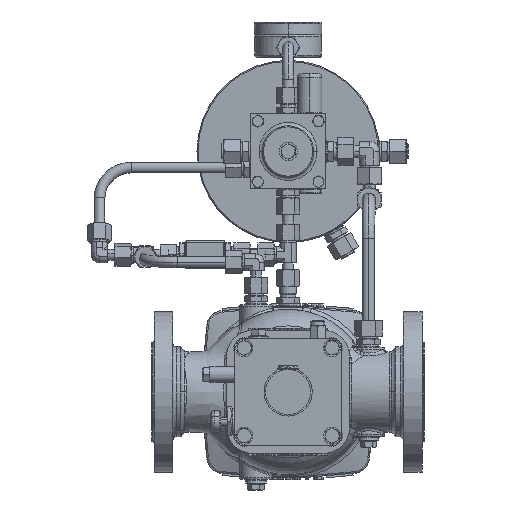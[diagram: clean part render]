
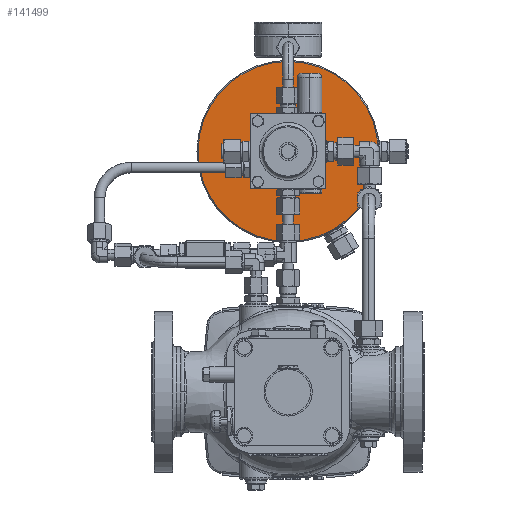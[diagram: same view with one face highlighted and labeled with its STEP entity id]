
A CAD part, front view. The second image highlights one B-rep face of the part: STEP entity #141499.
In plain terms, the highlighted planar face has unit normal (0, -1, 0).
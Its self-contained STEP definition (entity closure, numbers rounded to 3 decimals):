
#319 = LINE ( 'NONE', #112142, #118650 ) ;
#4171 = VERTEX_POINT ( 'NONE', #47675 ) ;
#6593 = VECTOR ( 'NONE', #64300, 1000. ) ;
#7430 = CARTESIAN_POINT ( 'NONE',  ( 5.937, 180.5, 259.276 ) ) ;
#7770 = VECTOR ( 'NONE', #50377, 1000. ) ;
#8297 = DIRECTION ( 'NONE',  ( 0., 0., 1. ) ) ;
#9465 = DIRECTION ( 'NONE',  ( 0., 0., 1. ) ) ;
#10168 = VERTEX_POINT ( 'NONE', #68420 ) ;
#10654 = EDGE_CURVE ( 'Defeature ausgef�hrt2_543+Defeature ausgef�hrt2_545+Defeature ausgef�hrt2_536+Defeature ausgef�hrt2_537', #10168, #70873, #53790, .T. ) ;
#11839 = VERTEX_POINT ( 'NONE', #114768 ) ;
#12502 = CARTESIAN_POINT ( 'NONE',  ( 35., 180.5, 218.339 ) ) ;
#13048 = FACE_BOUND ( 'NONE', #88317, .T. ) ;
#15920 = CARTESIAN_POINT ( 'NONE',  ( 0., 180.5, 308.276 ) ) ;
#16514 = VERTEX_POINT ( 'NONE', #97447 ) ;
#17317 = DIRECTION ( 'NONE',  ( 0., 0., -1. ) ) ;
#17928 = EDGE_CURVE ( 'Defeature ausgef�hrt2_537+Defeature ausgef�hrt2_545+Defeature ausgef�hrt2_543+Defeature ausgef�hrt2_542', #70873, #139903, #23217, .T. ) ;
#23217 = CIRCLE ( 'NONE', #61664, 35.5 ) ;
#28044 = EDGE_CURVE ( 'Defeature ausgef�hrt2_542+Defeature ausgef�hrt2_545+Defeature ausgef�hrt2_537+Defeature ausgef�hrt2_539', #139903, #4171, #133646, .T. ) ;
#29687 = VECTOR ( 'NONE', #17317, 1000. ) ;
#30013 = ORIENTED_EDGE ( 'NONE', *, *, #79019, .F. ) ;
#34496 = AXIS2_PLACEMENT_3D ( 'NONE', #74365, #96839, #118841 ) ;
#37672 = VERTEX_POINT ( 'NONE', #15920 ) ;
#41419 = CARTESIAN_POINT ( 'NONE',  ( 35., 180.5, 230.213 ) ) ;
#42033 = CARTESIAN_POINT ( 'NONE',  ( 0., 180.5, 224.276 ) ) ;
#47675 = CARTESIAN_POINT ( 'NONE',  ( 5.937, 180.5, 189.276 ) ) ;
#48072 = CARTESIAN_POINT ( 'NONE',  ( 0., 180.5, 224.276 ) ) ;
#48075 = DIRECTION ( 'NONE',  ( 0., 1., 0. ) ) ;
#50377 = DIRECTION ( 'NONE',  ( 0., 0., 1. ) ) ;
#53790 = LINE ( 'NONE', #116561, #29687 ) ;
#54929 = VERTEX_POINT ( 'NONE', #12502 ) ;
#55450 = ORIENTED_EDGE ( 'NONE', *, *, #77336, .T. ) ;
#57874 = EDGE_CURVE ( 'Defeature ausgef�hrt2_540+Defeature ausgef�hrt2_545+Defeature ausgef�hrt2_538+Defeature ausgef�hrt2_536', #132523, #11839, #319, .T. ) ;
#59645 = DIRECTION ( 'NONE',  ( 0., 0., 1. ) ) ;
#61367 = DIRECTION ( 'NONE',  ( 0., 0., 1. ) ) ;
#61664 = AXIS2_PLACEMENT_3D ( 'NONE', #48072, #124358, #59645 ) ;
#62811 = CARTESIAN_POINT ( 'NONE',  ( 0., 180.5, 224.276 ) ) ;
#62934 = ORIENTED_EDGE ( 'NONE', *, *, #10654, .F. ) ;
#62968 = CARTESIAN_POINT ( 'NONE',  ( -35., 180.5, 218.339 ) ) ;
#64300 = DIRECTION ( 'NONE',  ( 1., 0., 0. ) ) ;
#66001 = ORIENTED_EDGE ( 'NONE', *, *, #117072, .F. ) ;
#67592 = CARTESIAN_POINT ( 'NONE',  ( -5.937, 180.5, 189.276 ) ) ;
#68420 = CARTESIAN_POINT ( 'NONE',  ( -35., 180.5, 230.213 ) ) ;
#69643 = AXIS2_PLACEMENT_3D ( 'NONE', #62811, #126565, #61367 ) ;
#70873 = VERTEX_POINT ( 'NONE', #62968 ) ;
#73623 = ORIENTED_EDGE ( 'NONE', *, *, #102422, .T. ) ;
#74365 = CARTESIAN_POINT ( 'NONE',  ( 0., 180.5, 224.276 ) ) ;
#74440 = CIRCLE ( 'NONE', #102132, 35.5 ) ;
#74777 = AXIS2_PLACEMENT_3D ( 'NONE', #96281, #128897, #107796 ) ;
#77336 = EDGE_CURVE ( 'Defeature ausgef�hrt2_545+Defeature ausgef�hrt2_544+Defeature ausgef�hrt2_544+Defeature ausgef�hrt2_544', #16514, #37672, #110209, .T. ) ;
#77817 = CIRCLE ( 'NONE', #74777, 84. ) ;
#79019 = EDGE_CURVE ( 'Defeature ausgef�hrt2_538+Defeature ausgef�hrt2_545+Defeature ausgef�hrt2_541+Defeature ausgef�hrt2_540', #130510, #132523, #102161, .T. ) ;
#86424 = ORIENTED_EDGE ( 'NONE', *, *, #28044, .F. ) ;
#86792 = CARTESIAN_POINT ( 'NONE',  ( -35.5, 180.5, 189.276 ) ) ;
#88317 = EDGE_LOOP ( 'NONE', ( #121524, #86424, #98142, #62934, #98585, #127858, #30013, #66001 ) ) ;
#90210 = LINE ( 'NONE', #93084, #7770 ) ;
#90572 = CIRCLE ( 'NONE', #135296, 35.5 ) ;
#93084 = CARTESIAN_POINT ( 'NONE',  ( 35., 180.5, 224.276 ) ) ;
#96281 = CARTESIAN_POINT ( 'NONE',  ( 0., 180.5, 224.276 ) ) ;
#96839 = DIRECTION ( 'NONE',  ( 0., -1., 0. ) ) ;
#97447 = CARTESIAN_POINT ( 'NONE',  ( 0., 180.5, 140.276 ) ) ;
#98142 = ORIENTED_EDGE ( 'NONE', *, *, #17928, .F. ) ;
#98585 = ORIENTED_EDGE ( 'NONE', *, *, #142190, .F. ) ;
#102132 = AXIS2_PLACEMENT_3D ( 'NONE', #118020, #138239, #8297 ) ;
#102161 = CIRCLE ( 'NONE', #69643, 35.5 ) ;
#102422 = EDGE_CURVE ( 'Defeature ausgef�hrt2_545+Defeature ausgef�hrt2_544+Defeature ausgef�hrt2_544+Defeature ausgef�hrt2_544', #37672, #16514, #77817, .T. ) ;
#107796 = DIRECTION ( 'NONE',  ( 0., 0., -1. ) ) ;
#110209 = CIRCLE ( 'NONE', #34496, 84. ) ;
#112142 = CARTESIAN_POINT ( 'NONE',  ( -35.5, 180.5, 259.276 ) ) ;
#113788 = PLANE ( 'NONE',  #133288 ) ;
#114768 = CARTESIAN_POINT ( 'NONE',  ( -5.937, 180.5, 259.276 ) ) ;
#115196 = DIRECTION ( 'NONE',  ( 0., 0., -1. ) ) ;
#116561 = CARTESIAN_POINT ( 'NONE',  ( -35., 180.5, 224.276 ) ) ;
#117072 = EDGE_CURVE ( 'Defeature ausgef�hrt2_541+Defeature ausgef�hrt2_545+Defeature ausgef�hrt2_539+Defeature ausgef�hrt2_538', #54929, #130510, #90210, .T. ) ;
#118020 = CARTESIAN_POINT ( 'NONE',  ( 0., 180.5, 224.276 ) ) ;
#118650 = VECTOR ( 'NONE', #133293, 1000. ) ;
#118708 = DIRECTION ( 'NONE',  ( 0., -1., 0. ) ) ;
#118841 = DIRECTION ( 'NONE',  ( 0., 0., -1. ) ) ;
#119570 = EDGE_CURVE ( 'Defeature ausgef�hrt2_539+Defeature ausgef�hrt2_545+Defeature ausgef�hrt2_542+Defeature ausgef�hrt2_541', #4171, #54929, #90572, .T. ) ;
#121524 = ORIENTED_EDGE ( 'NONE', *, *, #119570, .F. ) ;
#124358 = DIRECTION ( 'NONE',  ( 0., -1., 0. ) ) ;
#124718 = EDGE_LOOP ( 'NONE', ( #55450, #73623 ) ) ;
#126565 = DIRECTION ( 'NONE',  ( 0., -1., 0. ) ) ;
#127858 = ORIENTED_EDGE ( 'NONE', *, *, #57874, .F. ) ;
#128897 = DIRECTION ( 'NONE',  ( 0., -1., 0. ) ) ;
#130510 = VERTEX_POINT ( 'NONE', #41419 ) ;
#132523 = VERTEX_POINT ( 'NONE', #7430 ) ;
#133288 = AXIS2_PLACEMENT_3D ( 'NONE', #135863, #48075, #115196 ) ;
#133293 = DIRECTION ( 'NONE',  ( -1., 0., 0. ) ) ;
#133646 = LINE ( 'NONE', #86792, #6593 ) ;
#135296 = AXIS2_PLACEMENT_3D ( 'NONE', #42033, #118708, #9465 ) ;
#135863 = CARTESIAN_POINT ( 'NONE',  ( -35.5, 180.5, 224.276 ) ) ;
#138239 = DIRECTION ( 'NONE',  ( 0., -1., 0. ) ) ;
#139903 = VERTEX_POINT ( 'NONE', #67592 ) ;
#141499 = ADVANCED_FACE ( 'Defeature ausgef�hrt2_545', ( #13048, #141685 ), #113788, .F. ) ;
#141685 = FACE_OUTER_BOUND ( 'NONE', #124718, .T. ) ;
#142190 = EDGE_CURVE ( 'Defeature ausgef�hrt2_536+Defeature ausgef�hrt2_545+Defeature ausgef�hrt2_540+Defeature ausgef�hrt2_543', #11839, #10168, #74440, .T. ) ;
